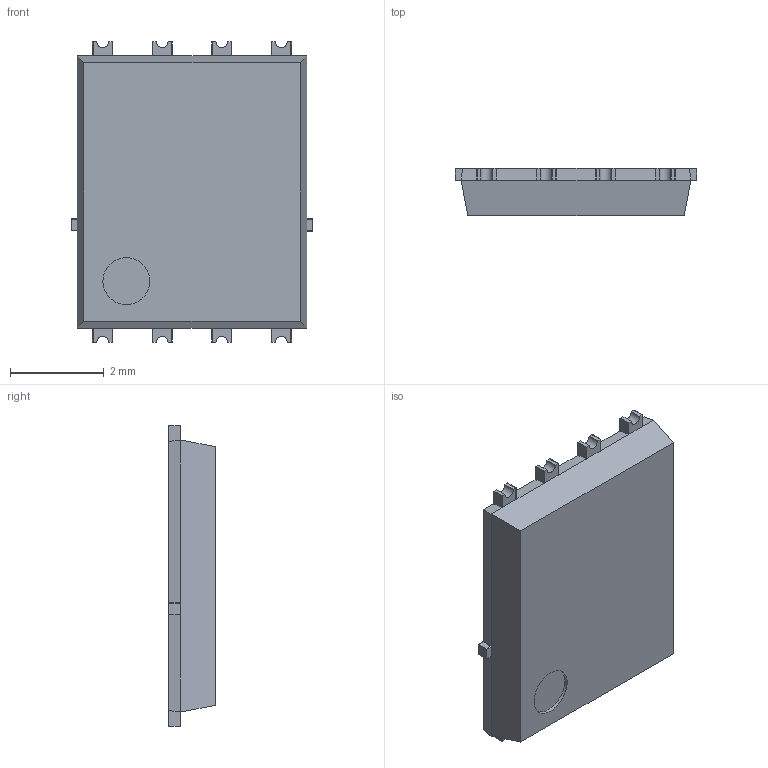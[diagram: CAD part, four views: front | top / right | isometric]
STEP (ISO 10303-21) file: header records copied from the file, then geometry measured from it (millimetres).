
FILE_DESCRIPTION(/* description */ ('Unknown'),/* implementation_level */ '2;1');
FILE_NAME(/* name */ 'PD5060 8L A',/* time_stamp */ '2023-05-19T14:06:21+08:00',/* author */ ('Unknown'),/* organization */ ('Unknown'),/* preprocessor_version */ 'ST-DEVELOPER v18.102',/* originating_system */ 'Solid Edge',/* authorisation */ 'Unknown');
FILE_SCHEMA (('AUTOMOTIVE_DESIGN {1 0 10303 214 3 1 1}'));
Length unit declared in the file: millimetre
Products named in the file (5): PD5060 8L A; LDF; PLIATING; Pliating1; EMC
Assembly tree (22 placements, depth 2):
  PD5060 8L A
    LDF
    PLIATING  x16
    Pliating1  x4
    EMC
Bounding box: 5.15 x 1 x 6.4 mm (x, y, z)
Volume: 27.4 mm3; surface area: 153 mm2
Topology: 24 solids, 24 shells, 444 faces, 1169 edges, 770 vertices
Faces by surface type: plane 391, cylinder 53
Full cylindrical faces by diameter (mm): 1 x1
Entity records: 12152 total; most frequent: CARTESIAN_POINT 1937, ORIENTED_EDGE 1904, DIRECTION 1776, EDGE_CURVE 952, LINE 846, VECTOR 846, VERTEX_POINT 626, AXIS2_PLACEMENT_3D 465
